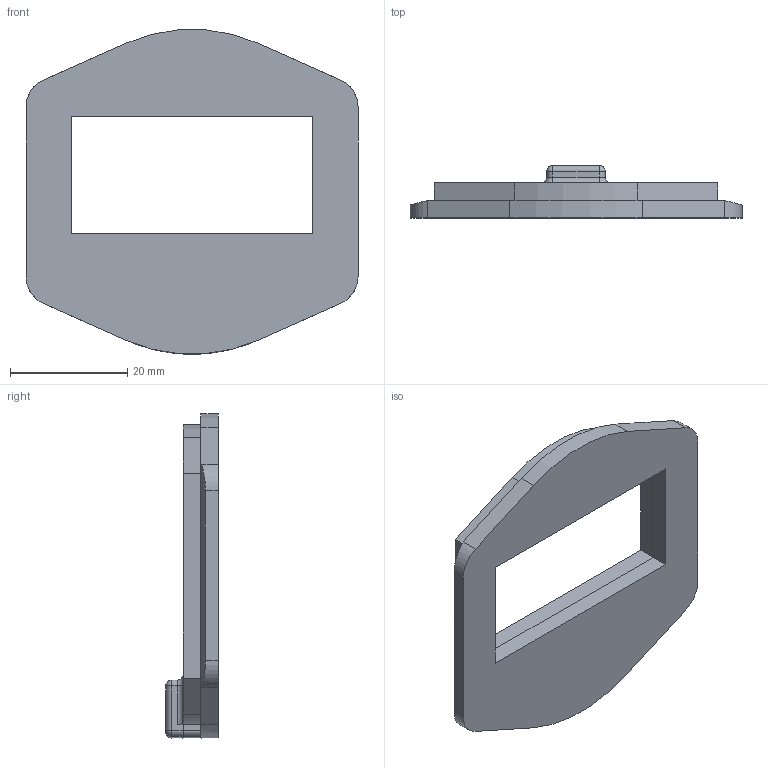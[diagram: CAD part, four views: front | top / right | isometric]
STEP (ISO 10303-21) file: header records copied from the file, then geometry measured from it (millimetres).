
FILE_DESCRIPTION(('FreeCAD Model'),'2;1');
FILE_NAME('Open CASCADE Shape Model','2025-11-02T20:30:03',(''),(''), 'Open CASCADE STEP processor 7.8','FreeCAD','Unknown');
FILE_SCHEMA(('AUTOMOTIVE_DESIGN { 1 0 10303 214 1 1 1 1 }'));
Length unit declared in the file: millimetre
Products named in the file (1): TomTomMount
Bounding box: 56.7 x 9 x 55.39 mm (x, y, z)
Volume: 9354.7 mm3; surface area: 5844 mm2
Topology: 1 solids, 1 shells, 75 faces, 199 edges, 122 vertices
Faces by surface type: plane 43, cylinder 25, sphere 4, torus 3
Entity records: 2320 total; most frequent: CARTESIAN_POINT 419, DIRECTION 400, ORIENTED_EDGE 390, EDGE_CURVE 195, LINE 138, VECTOR 138, AXIS2_PLACEMENT_3D 131, VERTEX_POINT 122
